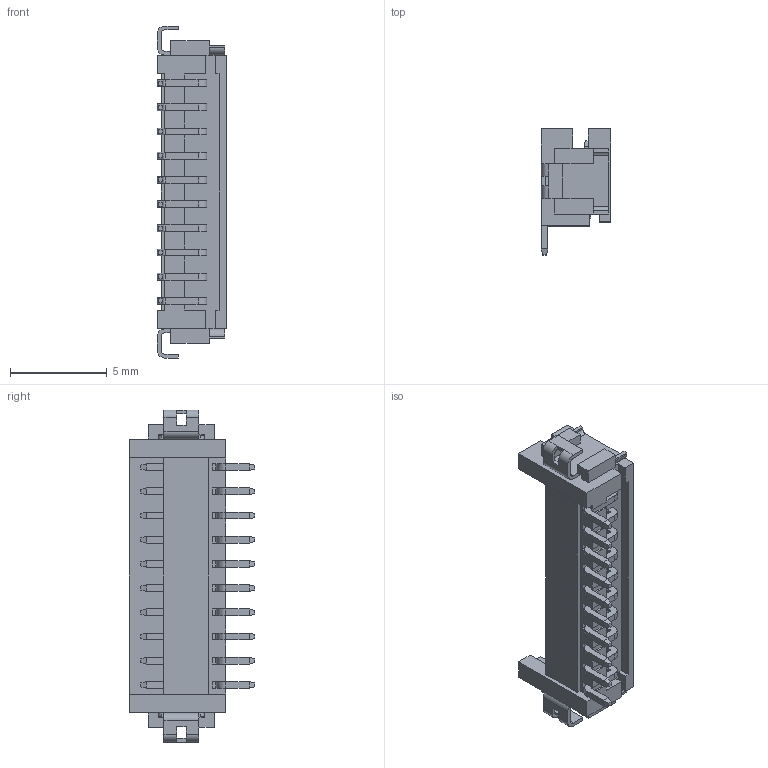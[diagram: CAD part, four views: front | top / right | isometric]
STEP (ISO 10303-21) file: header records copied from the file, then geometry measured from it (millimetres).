
FILE_DESCRIPTION(('OneSpaceDesigner STEP Export'),'2;1');
FILE_NAME('DF13A-10P-1.25H.stp','2007-03-23T10:47:25',(''),(''),'OneSpace Designer STEP processor (Jan. 2003) for AP214(CD)(Solid Model)','OneSpace Designer 12.00 10-Sep-2003 (C) CoCreate Software GmbH','');
FILE_SCHEMA(('AUTOMOTIVE_DESIGN_CC2 {1 2 10303 214 -1 1 5 1}'));
Length unit declared in the file: millimetre
Products named in the file (2): DF13A-10P-1.25HÈª
Assembly tree (1 placements, depth 2):
  DF13A-10P-1.25HÈª
    DF13A-10P-1.25HÈª
Bounding box: 3.6 x 6.5 x 17.15 mm (x, y, z)
Volume: 129.6 mm3; surface area: 485 mm2
Topology: 1 solids, 1 shells, 470 faces, 1264 edges, 808 vertices
Faces by surface type: plane 406, cylinder 64
Entity records: 13875 total; most frequent: ORIENTED_EDGE 2528, CARTESIAN_POINT 2416, DIRECTION 2150, EDGE_CURVE 1264, VECTOR 1066, LINE 1066, VERTEX_POINT 808, AXIS2_PLACEMENT_3D 542
